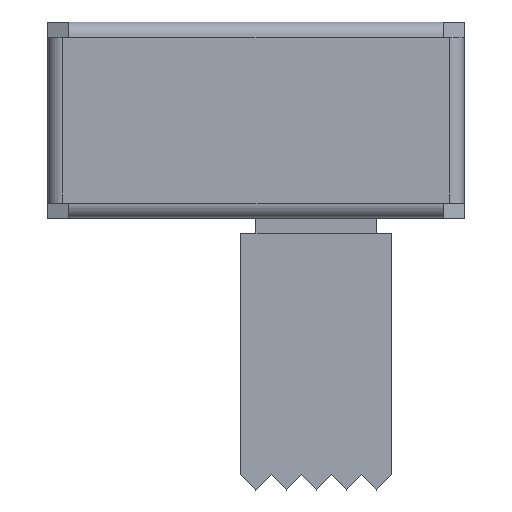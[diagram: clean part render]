
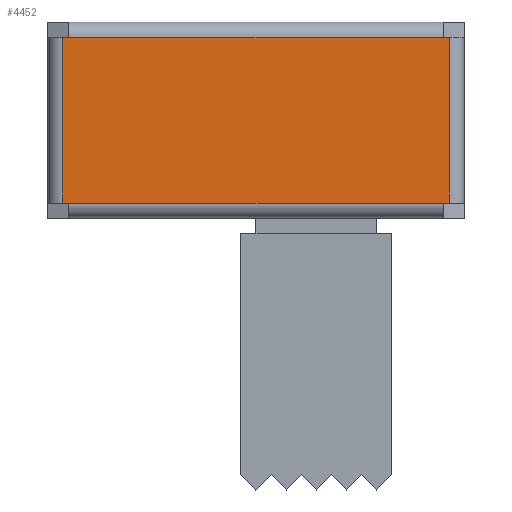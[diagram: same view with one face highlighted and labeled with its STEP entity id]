
A CAD part, top view. The second image highlights one B-rep face of the part: STEP entity #4452.
In plain terms, the highlighted planar face has unit normal (0, 0, 1).
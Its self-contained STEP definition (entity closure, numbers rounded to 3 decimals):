
#161=PLANE('',#4741);
#379=FACE_OUTER_BOUND('',#612,.T.);
#612=EDGE_LOOP('',(#3847,#3848,#3849,#3850,#3851,#3852,#3853,#3854));
#1163=LINE('',#7011,#1758);
#1168=LINE('',#7022,#1763);
#1169=LINE('',#7024,#1764);
#1170=LINE('',#7026,#1765);
#1171=LINE('',#7028,#1766);
#1172=LINE('',#7030,#1767);
#1173=LINE('',#7032,#1768);
#1174=LINE('',#7033,#1769);
#1758=VECTOR('',#5694,12.4);
#1763=VECTOR('',#5705,0.2);
#1764=VECTOR('',#5706,5.5);
#1765=VECTOR('',#5707,0.2);
#1766=VECTOR('',#5708,12.4);
#1767=VECTOR('',#5709,0.2);
#1768=VECTOR('',#5710,5.5);
#1769=VECTOR('',#5711,0.2);
#2286=VERTEX_POINT('',#7008);
#2287=VERTEX_POINT('',#7010);
#2290=VERTEX_POINT('',#7021);
#2291=VERTEX_POINT('',#7023);
#2292=VERTEX_POINT('',#7025);
#2293=VERTEX_POINT('',#7027);
#2294=VERTEX_POINT('',#7029);
#2295=VERTEX_POINT('',#7031);
#2848=EDGE_CURVE('',#2286,#2287,#1163,.T.);
#2854=EDGE_CURVE('',#2286,#2290,#1168,.T.);
#2855=EDGE_CURVE('',#2291,#2290,#1169,.T.);
#2856=EDGE_CURVE('',#2291,#2292,#1170,.T.);
#2857=EDGE_CURVE('',#2293,#2292,#1171,.T.);
#2858=EDGE_CURVE('',#2293,#2294,#1172,.T.);
#2859=EDGE_CURVE('',#2295,#2294,#1173,.T.);
#2860=EDGE_CURVE('',#2295,#2287,#1174,.T.);
#3847=ORIENTED_EDGE('',*,*,#2848,.F.);
#3848=ORIENTED_EDGE('',*,*,#2854,.T.);
#3849=ORIENTED_EDGE('',*,*,#2855,.F.);
#3850=ORIENTED_EDGE('',*,*,#2856,.T.);
#3851=ORIENTED_EDGE('',*,*,#2857,.F.);
#3852=ORIENTED_EDGE('',*,*,#2858,.T.);
#3853=ORIENTED_EDGE('',*,*,#2859,.F.);
#3854=ORIENTED_EDGE('',*,*,#2860,.T.);
#4452=ADVANCED_FACE('',(#379),#161,.T.);
#4741=AXIS2_PLACEMENT_3D('',#7020,#5703,#5704);
#5694=DIRECTION('',(-1.,0.,0.));
#5703=DIRECTION('center_axis',(0.,0.,1.));
#5704=DIRECTION('ref_axis',(1.,0.,0.));
#5705=DIRECTION('',(1.,0.,0.));
#5706=DIRECTION('',(0.,-1.,0.));
#5707=DIRECTION('',(-1.,0.,0.));
#5708=DIRECTION('',(1.,0.,0.));
#5709=DIRECTION('',(-1.,0.,0.));
#5710=DIRECTION('',(0.,1.,0.));
#5711=DIRECTION('',(1.,0.,0.));
#7008=CARTESIAN_POINT('',(6.2,0.5,6.));
#7010=CARTESIAN_POINT('',(-6.2,0.5,6.));
#7011=CARTESIAN_POINT('',(6.2,0.5,6.));
#7020=CARTESIAN_POINT('Origin',(0.,0.,6.));
#7021=CARTESIAN_POINT('',(6.4,0.5,6.));
#7022=CARTESIAN_POINT('',(6.2,0.5,6.));
#7023=CARTESIAN_POINT('',(6.4,6.,6.));
#7024=CARTESIAN_POINT('',(6.4,6.,6.));
#7025=CARTESIAN_POINT('',(6.2,6.,6.));
#7026=CARTESIAN_POINT('',(6.4,6.,6.));
#7027=CARTESIAN_POINT('',(-6.2,6.,6.));
#7028=CARTESIAN_POINT('',(-6.2,6.,6.));
#7029=CARTESIAN_POINT('',(-6.4,6.,6.));
#7030=CARTESIAN_POINT('',(-6.2,6.,6.));
#7031=CARTESIAN_POINT('',(-6.4,0.5,6.));
#7032=CARTESIAN_POINT('',(-6.4,0.5,6.));
#7033=CARTESIAN_POINT('',(-6.4,0.5,6.));
